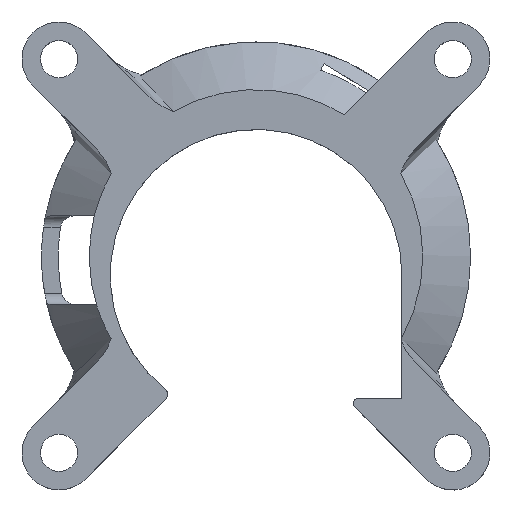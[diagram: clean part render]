
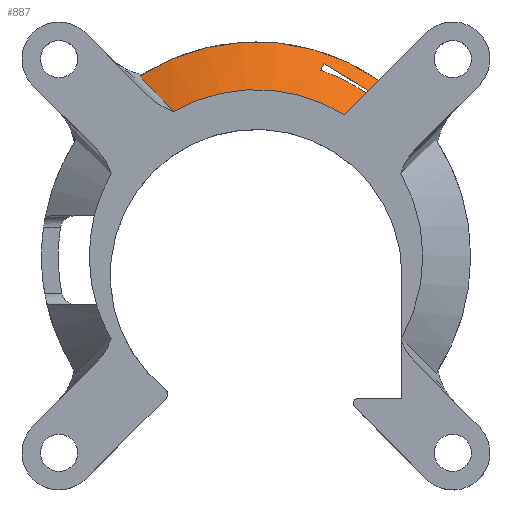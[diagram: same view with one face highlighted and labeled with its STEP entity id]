
A CAD part, top view. The second image highlights one B-rep face of the part: STEP entity #887.
In plain terms, the highlighted conical face has half-angle 45 degrees and reference radius 17.073 mm.
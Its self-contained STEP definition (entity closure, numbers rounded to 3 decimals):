
#28 = EDGE_CURVE ( 'NONE', #836, #2629, #797, .T. ) ;
#47 = DIRECTION ( 'NONE',  ( 0., 0., -1. ) ) ;
#191 = AXIS2_PLACEMENT_3D ( 'NONE', #2892, #2113, #2653 ) ;
#215 = CARTESIAN_POINT ( 'NONE',  ( 9.997, 16.394, 1.734 ) ) ;
#367 = B_SPLINE_CURVE_WITH_KNOTS ( 'NONE', 3,
 ( #3050, #2324, #2527, #2344 ),
 .UNSPECIFIED., .F., .F.,
 ( 4, 4 ),
 ( 0., 0.004 ),
 .UNSPECIFIED. ) ;
#391 = DIRECTION ( 'NONE',  ( 0., 0., -1. ) ) ;
#611 = EDGE_CURVE ( 'NONE', #1309, #3213, #2940, .T. ) ;
#620 = EDGE_LOOP ( 'NONE', ( #2320, #1167, #817, #1020, #750, #2737, #2471, #2231 ) ) ;
#750 = ORIENTED_EDGE ( 'NONE', *, *, #1375, .T. ) ;
#775 = CARTESIAN_POINT ( 'NONE',  ( 5.717, 18.244, 2. ) ) ;
#797 = B_SPLINE_CURVE_WITH_KNOTS ( 'NONE', 3,
 ( #3010, #2159, #1170, #2750 ),
 .UNSPECIFIED., .F., .F.,
 ( 4, 4 ),
 ( 0., 0.002 ),
 .UNSPECIFIED. ) ;
#805 = DIRECTION ( 'NONE',  ( 0., 0., -1. ) ) ;
#811 = DIRECTION ( 'NONE',  ( 1., 0., 0. ) ) ;
#817 = ORIENTED_EDGE ( 'NONE', *, *, #611, .T. ) ;
#836 = VERTEX_POINT ( 'NONE', #2829 ) ;
#887 = ADVANCED_FACE ( 'NONE', ( #1059 ), #2838, .T. ) ;
#945 = AXIS2_PLACEMENT_3D ( 'NONE', #1350, #47, #811 ) ;
#1020 = ORIENTED_EDGE ( 'NONE', *, *, #1792, .F. ) ;
#1059 = FACE_OUTER_BOUND ( 'NONE', #620, .T. ) ;
#1167 = ORIENTED_EDGE ( 'NONE', *, *, #2439, .F. ) ;
#1170 = CARTESIAN_POINT ( 'NONE',  ( 10.305, 16.702, 1.306 ) ) ;
#1193 = CARTESIAN_POINT ( 'NONE',  ( 6.09, 18.802, 1.35 ) ) ;
#1196 = CARTESIAN_POINT ( 'NONE',  ( -7.346, 14.555, 4.7 ) ) ;
#1309 = VERTEX_POINT ( 'NONE', #3068 ) ;
#1331 = B_SPLINE_CURVE_WITH_KNOTS ( 'NONE', 3,
 ( #2716, #1445, #1994, #2042 ),
 .UNSPECIFIED., .F., .F.,
 ( 4, 4 ),
 ( 0., 0.005 ),
 .UNSPECIFIED. ) ;
#1350 = CARTESIAN_POINT ( 'NONE',  ( 0., 1.68, 0.45 ) ) ;
#1375 = EDGE_CURVE ( 'NONE', #3241, #1893, #367, .T. ) ;
#1445 = CARTESIAN_POINT ( 'NONE',  ( 7.379, 18.008, 1.666 ) ) ;
#1475 = AXIS2_PLACEMENT_3D ( 'NONE', #2212, #391, #3254 ) ;
#1583 = VERTEX_POINT ( 'NONE', #1193 ) ;
#1684 = CARTESIAN_POINT ( 'NONE',  ( -8.349, 15.608, 3.288 ) ) ;
#1786 = CARTESIAN_POINT ( 'NONE',  ( 5.841, 18.43, 1.783 ) ) ;
#1792 = EDGE_CURVE ( 'NONE', #3241, #3213, #3242, .T. ) ;
#1818 = DIRECTION ( 'NONE',  ( -1., 0., 0. ) ) ;
#1893 = VERTEX_POINT ( 'NONE', #3152 ) ;
#1994 = CARTESIAN_POINT ( 'NONE',  ( 8.681, 17.206, 1.803 ) ) ;
#2042 = CARTESIAN_POINT ( 'NONE',  ( 9.997, 16.394, 1.734 ) ) ;
#2113 = DIRECTION ( 'NONE',  ( 0., 0., 1. ) ) ;
#2133 = AXIS2_PLACEMENT_3D ( 'NONE', #3107, #805, #1818 ) ;
#2145 = VERTEX_POINT ( 'NONE', #2448 ) ;
#2152 = CARTESIAN_POINT ( 'NONE',  ( -10.361, 17.694, 0.45 ) ) ;
#2159 = CARTESIAN_POINT ( 'NONE',  ( 10.612, 17.01, 0.878 ) ) ;
#2162 = CIRCLE ( 'NONE', #1475, 17.523 ) ;
#2212 = CARTESIAN_POINT ( 'NONE',  ( 0., 1.68, 2. ) ) ;
#2231 = ORIENTED_EDGE ( 'NONE', *, *, #3187, .T. ) ;
#2251 = EDGE_CURVE ( 'NONE', #2145, #1893, #2162, .T. ) ;
#2277 = CIRCLE ( 'NONE', #945, 19.073 ) ;
#2278 = CARTESIAN_POINT ( 'NONE',  ( 6.09, 18.802, 1.35 ) ) ;
#2288 = EDGE_CURVE ( 'NONE', #2145, #1583, #2910, .T. ) ;
#2320 = ORIENTED_EDGE ( 'NONE', *, *, #28, .F. ) ;
#2324 = CARTESIAN_POINT ( 'NONE',  ( 8.505, 14.903, 3.802 ) ) ;
#2344 = CARTESIAN_POINT ( 'NONE',  ( 9.805, 16.203, 2. ) ) ;
#2439 = EDGE_CURVE ( 'NONE', #1309, #836, #2277, .T. ) ;
#2448 = CARTESIAN_POINT ( 'NONE',  ( 5.717, 18.244, 2. ) ) ;
#2471 = ORIENTED_EDGE ( 'NONE', *, *, #2288, .T. ) ;
#2527 = CARTESIAN_POINT ( 'NONE',  ( 9.156, 15.554, 2.901 ) ) ;
#2584 = CARTESIAN_POINT ( 'NONE',  ( -7.346, 14.555, 4.7 ) ) ;
#2629 = VERTEX_POINT ( 'NONE', #215 ) ;
#2653 = DIRECTION ( 'NONE',  ( 1., 0., 0. ) ) ;
#2716 = CARTESIAN_POINT ( 'NONE',  ( 6.09, 18.802, 1.35 ) ) ;
#2727 = CARTESIAN_POINT ( 'NONE',  ( -9.354, 16.653, 1.87 ) ) ;
#2737 = ORIENTED_EDGE ( 'NONE', *, *, #2251, .F. ) ;
#2750 = CARTESIAN_POINT ( 'NONE',  ( 9.997, 16.394, 1.734 ) ) ;
#2829 = CARTESIAN_POINT ( 'NONE',  ( 10.92, 17.318, 0.45 ) ) ;
#2838 = CONICAL_SURFACE ( 'NONE', #2133, 17.073, 0.785 ) ;
#2892 = CARTESIAN_POINT ( 'NONE',  ( 0., 1.68, 4.7 ) ) ;
#2910 = B_SPLINE_CURVE_WITH_KNOTS ( 'NONE', 3,
 ( #775, #1786, #3071, #2278 ),
 .UNSPECIFIED., .F., .F.,
 ( 4, 4 ),
 ( 0., 0.001 ),
 .UNSPECIFIED. ) ;
#2940 = B_SPLINE_CURVE_WITH_KNOTS ( 'NONE', 3,
 ( #2152, #2727, #1684, #1196 ),
 .UNSPECIFIED., .F., .F.,
 ( 4, 4 ),
 ( 0., 0.007 ),
 .UNSPECIFIED. ) ;
#3010 = CARTESIAN_POINT ( 'NONE',  ( 10.92, 17.318, 0.45 ) ) ;
#3026 = CARTESIAN_POINT ( 'NONE',  ( 7.854, 14.251, 4.7 ) ) ;
#3050 = CARTESIAN_POINT ( 'NONE',  ( 7.854, 14.251, 4.7 ) ) ;
#3068 = CARTESIAN_POINT ( 'NONE',  ( -10.361, 17.694, 0.45 ) ) ;
#3071 = CARTESIAN_POINT ( 'NONE',  ( 5.966, 18.616, 1.567 ) ) ;
#3107 = CARTESIAN_POINT ( 'NONE',  ( 0., 1.68, 2.45 ) ) ;
#3152 = CARTESIAN_POINT ( 'NONE',  ( 9.805, 16.203, 2. ) ) ;
#3187 = EDGE_CURVE ( 'NONE', #1583, #2629, #1331, .T. ) ;
#3213 = VERTEX_POINT ( 'NONE', #2584 ) ;
#3241 = VERTEX_POINT ( 'NONE', #3026 ) ;
#3242 = CIRCLE ( 'NONE', #191, 14.823 ) ;
#3254 = DIRECTION ( 'NONE',  ( 1., 0., 0. ) ) ;
